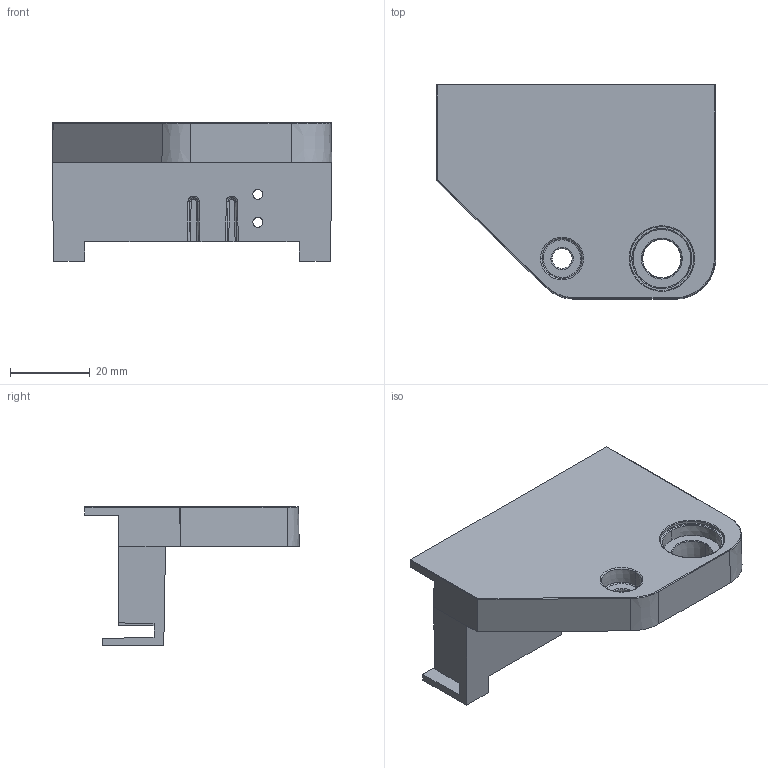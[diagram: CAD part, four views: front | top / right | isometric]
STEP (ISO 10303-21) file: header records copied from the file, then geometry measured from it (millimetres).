
FILE_DESCRIPTION (( 'STEP AP214' ), '1' );
FILE_NAME ('Z轴后固定块-B版本.STEP', '2025-12-01T08:13:59', ( 'Windows 用户' ), ( '' ), 'SwSTEP 2.0', 'SolidWorks 2016', '' );
FILE_SCHEMA (( 'AUTOMOTIVE_DESIGN' ));
Length unit declared in the file: millimetre
Products named in the file (1): Z粣綴嘐隅輸-B唳掛
Bounding box: 70.05 x 53.71 x 34.8 mm (x, y, z)
Volume: 23983.5 mm3; surface area: 24044.3 mm2
Topology: 5 solids, 5 shells, 1237 faces, 3511 edges, 2325 vertices
Faces by surface type: cylinder 901, plane 231, cone 80, bspline 14, torus 10, sphere 1
Entity records: 42008 total; most frequent: CARTESIAN_POINT 8058, DIRECTION 7817, ORIENTED_EDGE 7022, EDGE_CURVE 3511, AXIS2_PLACEMENT_3D 3176, VERTEX_POINT 2325, CIRCLE 1952, VECTOR 1465
